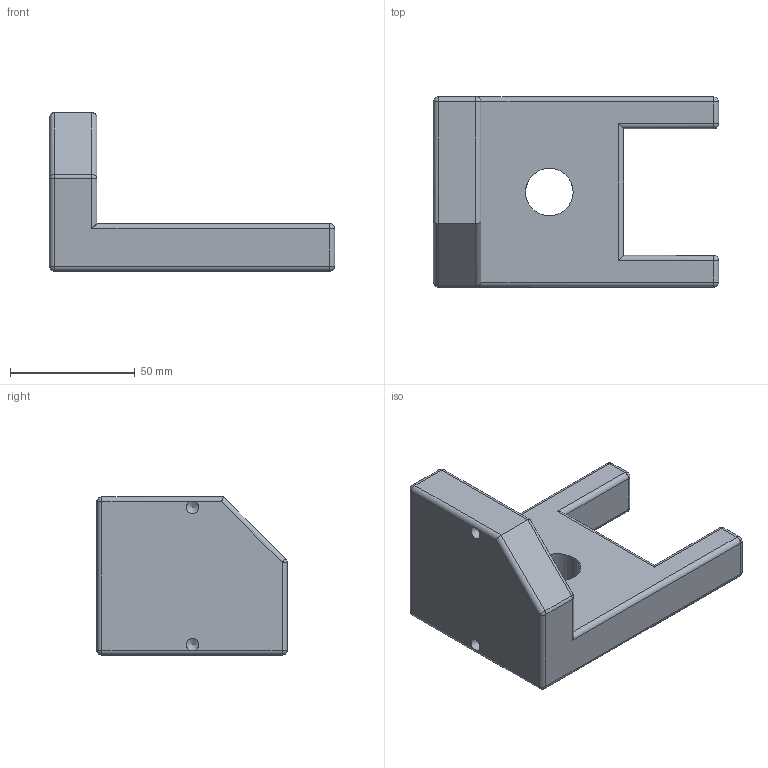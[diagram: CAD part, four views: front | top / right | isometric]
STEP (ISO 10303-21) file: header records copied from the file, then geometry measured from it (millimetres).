
FILE_DESCRIPTION(/* description */ (''),/* implementation_level */ '2;1');
FILE_NAME(/* name */ 'resume_1.step',/* time_stamp */ '2026-02-03T12:38:45-08:00',/* author */ (''),/* organization */ (''),/* preprocessor_version */ 'ST-DEVELOPER v20.1',/* originating_system */ 'Autodesk Translation Framework v14.24.0.0',/* authorisation */ '');
FILE_SCHEMA (('AUTOMOTIVE_DESIGN { 1 0 10303 214 3 1 1 }'));
Length unit declared in the file: millimetre
Products named in the file (1): resume_1
Bounding box: 114.3 x 76.2 x 63.5 mm (x, y, z)
Volume: 180763.7 mm3; surface area: 29499.6 mm2
Topology: 1 solids, 1 shells, 59 faces, 128 edges, 69 vertices
Faces by surface type: cylinder 31, plane 13, sphere 13, cone 2
Full cylindrical faces by diameter (mm): 5.029 x2, 19.05 x1
Entity records: 1607 total; most frequent: DIRECTION 300, CARTESIAN_POINT 273, ORIENTED_EDGE 252, EDGE_CURVE 126, AXIS2_PLACEMENT_3D 116, VERTEX_POINT 69, LINE 68, VECTOR 68
